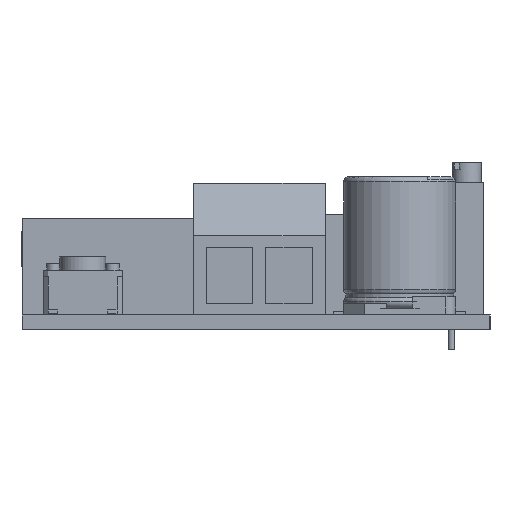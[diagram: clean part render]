
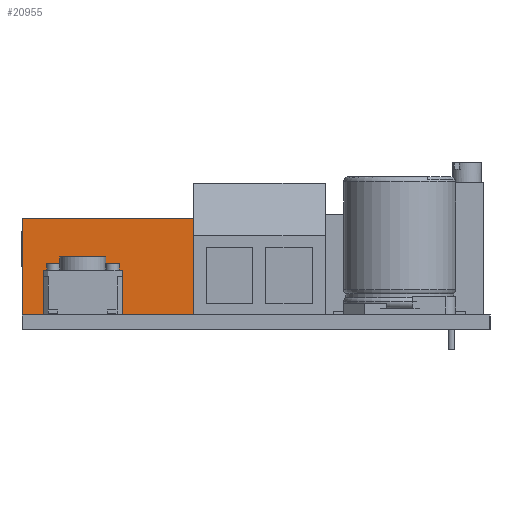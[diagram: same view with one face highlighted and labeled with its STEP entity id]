
A CAD part, left-side view. The second image highlights one B-rep face of the part: STEP entity #20955.
In plain terms, the highlighted face is planar.
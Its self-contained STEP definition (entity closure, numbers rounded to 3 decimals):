
#1557=FACE_OUTER_BOUND('',#2789,.T.);
#2789=EDGE_LOOP('',(#17334,#17335,#17336,#17337));
#4841=LINE('',#31044,#7012);
#4911=LINE('',#31563,#7082);
#5433=LINE('',#34043,#7604);
#5434=LINE('',#34045,#7605);
#7012=VECTOR('',#24086,7.3);
#7082=VECTOR('',#24158,14.);
#7604=VECTOR('',#25104,7.3);
#7605=VECTOR('',#25107,14.);
#9088=VERTEX_POINT('',#31041);
#9089=VERTEX_POINT('',#31043);
#9233=VERTEX_POINT('',#31561);
#9619=VERTEX_POINT('',#34041);
#11504=EDGE_CURVE('',#9088,#9089,#4841,.T.);
#11650=EDGE_CURVE('',#9088,#9233,#4911,.T.);
#12310=EDGE_CURVE('',#9233,#9619,#5433,.T.);
#12311=EDGE_CURVE('',#9089,#9619,#5434,.T.);
#17334=ORIENTED_EDGE('',*,*,#11650,.T.);
#17335=ORIENTED_EDGE('',*,*,#12310,.T.);
#17336=ORIENTED_EDGE('',*,*,#12311,.F.);
#17337=ORIENTED_EDGE('',*,*,#11504,.F.);
#19561=PLANE('',#21919);
#20955=ADVANCED_FACE('',(#1557),#19561,.T.);
#21919=AXIS2_PLACEMENT_3D('',#34044,#25105,#25106);
#24086=DIRECTION('',(0.,0.,1.));
#24158=DIRECTION('',(0.,1.,0.));
#25104=DIRECTION('',(0.,0.,1.));
#25105=DIRECTION('center_axis',(1.,0.,0.));
#25106=DIRECTION('ref_axis',(0.,1.,0.));
#25107=DIRECTION('',(0.,1.,0.));
#31041=CARTESIAN_POINT('',(11.25,-7.,0.));
#31043=CARTESIAN_POINT('',(11.25,-7.,7.3));
#31044=CARTESIAN_POINT('',(11.25,-7.,0.));
#31561=CARTESIAN_POINT('',(11.25,7.,0.));
#31563=CARTESIAN_POINT('',(11.25,-7.,0.));
#34041=CARTESIAN_POINT('',(11.25,7.,7.3));
#34043=CARTESIAN_POINT('',(11.25,7.,0.));
#34044=CARTESIAN_POINT('Origin',(11.25,-7.,0.));
#34045=CARTESIAN_POINT('',(11.25,-7.,7.3));
